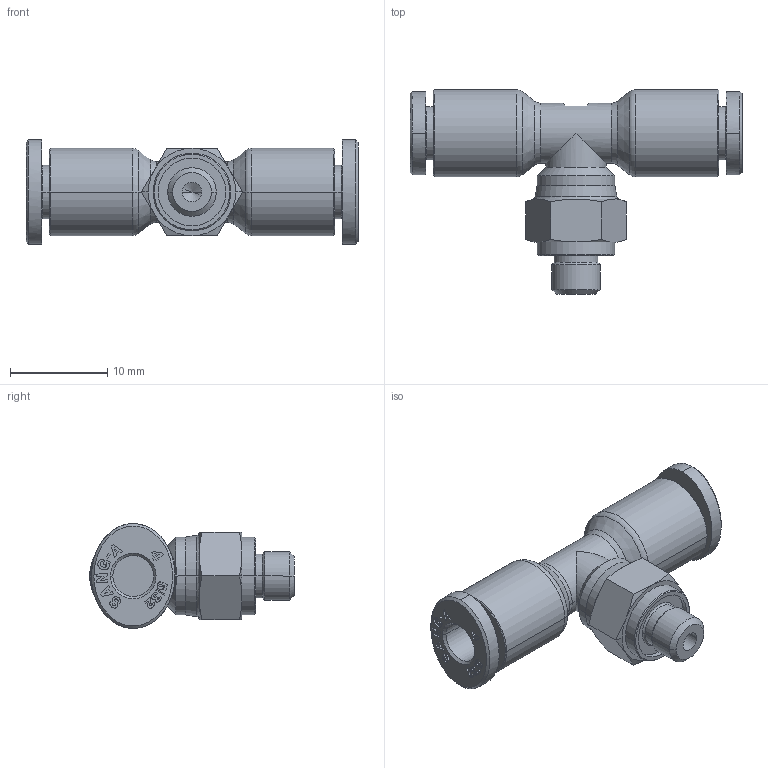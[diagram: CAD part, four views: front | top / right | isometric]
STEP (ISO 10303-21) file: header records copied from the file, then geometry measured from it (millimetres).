
FILE_DESCRIPTION((''),'2;1');
FILE_NAME('GPT 04M5(3D).stp','2012-12-26T18:52:25',(''),(''),'Mechanical Desktop.R8.0.24.0','Mechanical Desktop.R8.0.24.0',', , ');
FILE_SCHEMA(('CONFIG_CONTROL_DESIGN'));
Length unit declared in the file: millimetre
Products named in the file (2): GPT 04M5(3D); ºÎÇ°1
Assembly tree (1 placements, depth 2):
  GPT 04M5(3D)
    ºÎÇ°1
Bounding box: 34.2 x 21.1 x 10.8 mm (x, y, z)
Volume: 2013.6 mm3; surface area: 2040.8 mm2
Topology: 1 solids, 1 shells, 843 faces, 2338 edges, 1533 vertices
Faces by surface type: plane 685, bspline 66, cylinder 44, cone 44, torus 4
Entity records: 28175 total; most frequent: CARTESIAN_POINT 6632, ORIENTED_EDGE 4672, DIRECTION 4122, EDGE_CURVE 2336, VECTOR 2028, LINE 2028, VERTEX_POINT 1533, AXIS2_PLACEMENT_3D 1047
